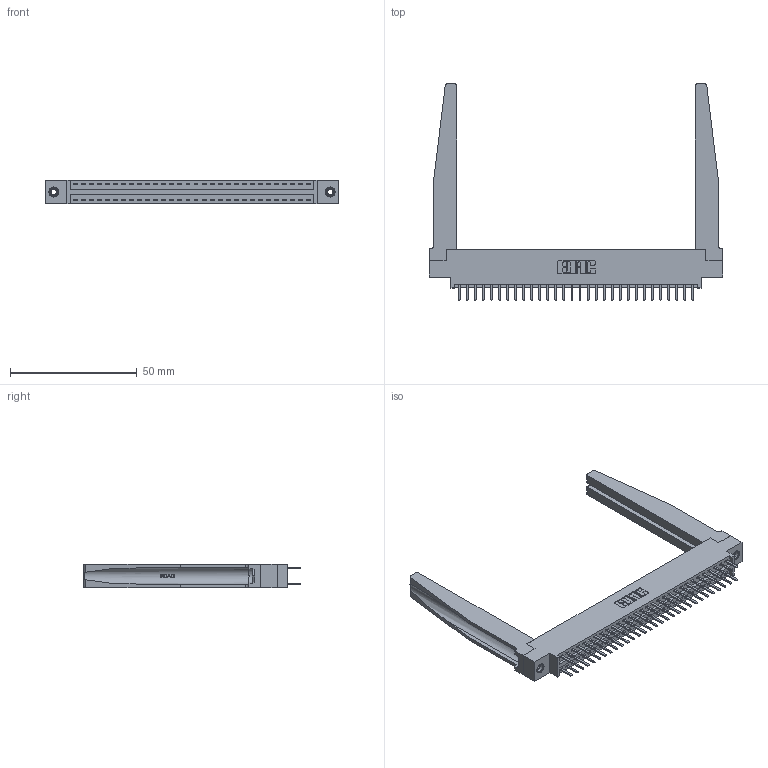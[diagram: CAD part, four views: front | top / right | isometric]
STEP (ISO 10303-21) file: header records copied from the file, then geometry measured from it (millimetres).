
FILE_DESCRIPTION (( 'STEP AP203' ), '1' );
FILE_NAME ('346-060-520-878.STEP', '2022-05-21T10:29:42', ( '' ), ( '' ), 'SwSTEP 2.0', 'SolidWorks 2020', '' );
FILE_SCHEMA (( 'CONFIG_CONTROL_DESIGN' ));
Length unit declared in the file: inch
Products named in the file (5): 346 Part_0.170 Offset - 0.156 Dia-TH; 346-220-078_345-220-078; 346-060-520-878; 345-292-001_345-293-120; 345-250-001_345-250-001-102
Assembly tree (65 placements, depth 2):
  346-060-520-878
    346 Part_0.170 Offset - 0.156 Dia-TH
    345-292-001_345-293-120  x60
    346-220-078_345-220-078  x2
    345-250-001_345-250-001-102  x2
Bounding box: 115.82 x 85.29 x 9.4 mm (x, y, z)
Volume: 17910.8 mm3; surface area: 21624.2 mm2
Topology: 65 solids, 65 shells, 3734 faces, 10765 edges, 7006 vertices
Faces by surface type: plane 2456, cylinder 1226, bspline 36, cone 12, torus 4
Entity records: 26604 total; most frequent: CARTESIAN_POINT 5357, ORIENTED_EDGE 4166, DIRECTION 3745, EDGE_CURVE 2083, VECTOR 1733, LINE 1733, VERTEX_POINT 1380, AXIS2_PLACEMENT_3D 1006
